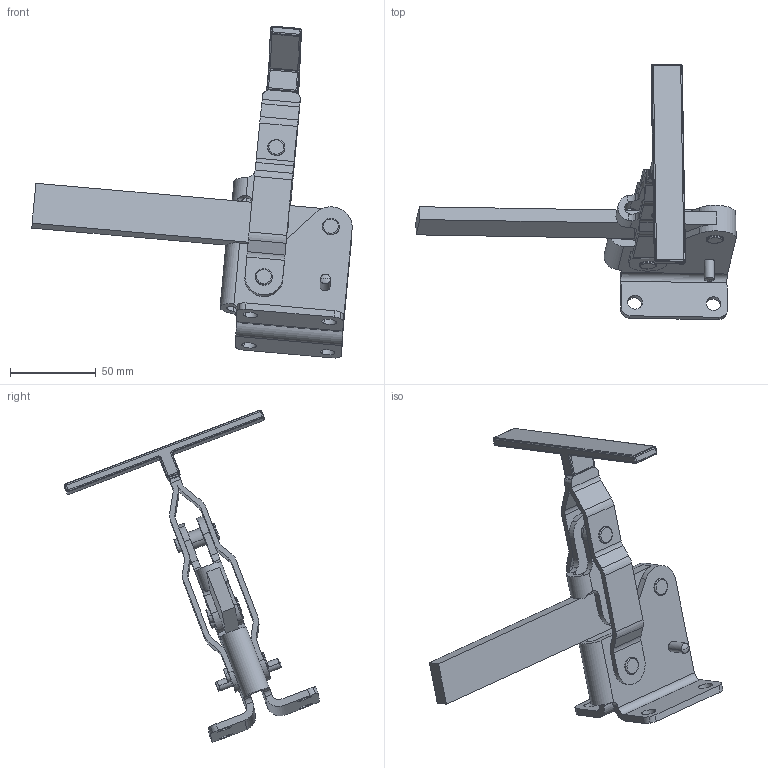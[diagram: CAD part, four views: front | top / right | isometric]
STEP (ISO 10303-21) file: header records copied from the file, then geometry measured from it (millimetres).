
FILE_DESCRIPTION((''),'2;1');
FILE_NAME('215TF.0.stp','2005-08-29T15:25:10',('CAD'),(''),'Autodesk Inventor 8','Autodesk Inventor 8','');
FILE_SCHEMA(('AUTOMOTIVE_DESIGN { 1 0 10303 214 1 1 1 1 }'));
Length unit declared in the file: millimetre
Products named in the file (1): Part31
Bounding box: 186.55 x 148.57 x 193.41 mm (x, y, z)
Volume: 125648.2 mm3; surface area: 63489.6 mm2
Topology: 1 solids, 9 shells, 1210 faces, 3667 edges, 2257 vertices
Faces by surface type: plane 676, cone 298, cylinder 180, bspline 30, sphere 14, torus 12
Entity records: 41864 total; most frequent: CARTESIAN_POINT 9474, ORIENTED_EDGE 7290, DIRECTION 6778, EDGE_CURVE 3645, AXIS2_PLACEMENT_3D 2532, VERTEX_POINT 2257, VECTOR 1714, LINE 1714
